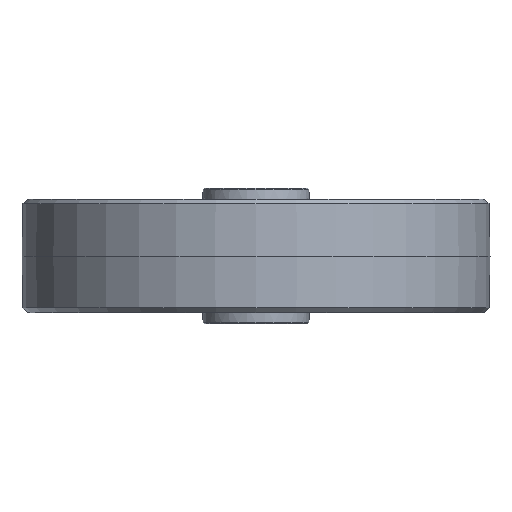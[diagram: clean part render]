
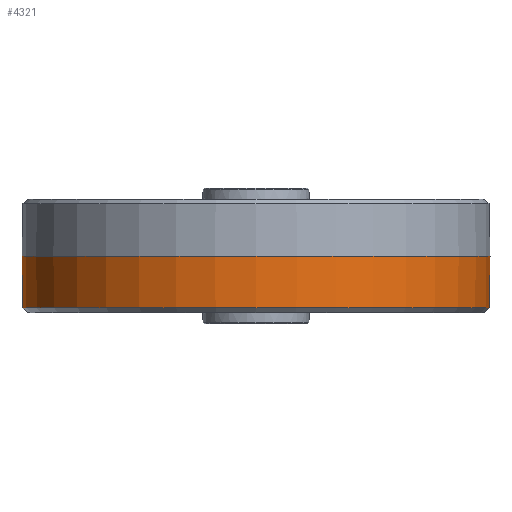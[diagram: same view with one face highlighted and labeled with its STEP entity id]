
A CAD part, front view. The second image highlights one B-rep face of the part: STEP entity #4321.
In plain terms, the highlighted conical face has half-angle 1 degrees and reference radius 99.577 mm.
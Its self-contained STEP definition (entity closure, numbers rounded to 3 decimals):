
#35 = CARTESIAN_POINT ( 'NONE',  ( -99.381, 0., -24.25 ) ) ;
#161 = FACE_OUTER_BOUND ( 'NONE', #2248, .T. ) ;
#527 = CIRCLE ( 'NONE', #1452, 99.612 ) ;
#552 = CARTESIAN_POINT ( 'NONE',  ( 0.196, 0., 0. ) ) ;
#817 = DIRECTION ( 'NONE',  ( 1., 0., 0. ) ) ;
#823 = CARTESIAN_POINT ( 'NONE',  ( -99.804, 0., 0. ) ) ;
#845 = DIRECTION ( 'NONE',  ( -0.017, 0., 1. ) ) ;
#1025 = DIRECTION ( 'NONE',  ( 0., 0., 1. ) ) ;
#1283 = DIRECTION ( 'NONE',  ( 0., 0., 1. ) ) ;
#1291 = VERTEX_POINT ( 'NONE', #2194 ) ;
#1452 = AXIS2_PLACEMENT_3D ( 'NONE', #1481, #2970, #3368 ) ;
#1481 = CARTESIAN_POINT ( 'NONE',  ( 0.196, 0., -22.214 ) ) ;
#1656 = VERTEX_POINT ( 'NONE', #823 ) ;
#1703 = VERTEX_POINT ( 'NONE', #4210 ) ;
#1819 = CONICAL_SURFACE ( 'NONE', #2062, 99.577, 0.017 ) ;
#1836 = VECTOR ( 'NONE', #845, 1000. ) ;
#1877 = DIRECTION ( 'NONE',  ( 0.017, 0., 1. ) ) ;
#2062 = AXIS2_PLACEMENT_3D ( 'NONE', #4252, #1025, #2512 ) ;
#2194 = CARTESIAN_POINT ( 'NONE',  ( -99.416, 0., -22.214 ) ) ;
#2210 = EDGE_CURVE ( 'NONE', #1291, #1703, #527, .T. ) ;
#2248 = EDGE_LOOP ( 'NONE', ( #4761, #4164, #3680, #2434 ) ) ;
#2254 = EDGE_CURVE ( 'NONE', #1291, #1656, #3015, .T. ) ;
#2434 = ORIENTED_EDGE ( 'NONE', *, *, #3271, .F. ) ;
#2512 = DIRECTION ( 'NONE',  ( 1., 0., 0. ) ) ;
#2652 = CARTESIAN_POINT ( 'NONE',  ( 100.196, 0., 0. ) ) ;
#2970 = DIRECTION ( 'NONE',  ( 0., 0., 1. ) ) ;
#3015 = LINE ( 'NONE', #35, #1836 ) ;
#3271 = EDGE_CURVE ( 'NONE', #1656, #4030, #4054, .T. ) ;
#3368 = DIRECTION ( 'NONE',  ( -1., 0., 0. ) ) ;
#3411 = LINE ( 'NONE', #3760, #4266 ) ;
#3438 = AXIS2_PLACEMENT_3D ( 'NONE', #552, #1283, #817 ) ;
#3680 = ORIENTED_EDGE ( 'NONE', *, *, #4422, .T. ) ;
#3760 = CARTESIAN_POINT ( 'NONE',  ( 99.772, 0., -24.25 ) ) ;
#4030 = VERTEX_POINT ( 'NONE', #2652 ) ;
#4054 = CIRCLE ( 'NONE', #3438, 100. ) ;
#4164 = ORIENTED_EDGE ( 'NONE', *, *, #2210, .T. ) ;
#4210 = CARTESIAN_POINT ( 'NONE',  ( 99.808, 0., -22.214 ) ) ;
#4252 = CARTESIAN_POINT ( 'NONE',  ( 0.196, 0., -24.25 ) ) ;
#4266 = VECTOR ( 'NONE', #1877, 1000. ) ;
#4321 = ADVANCED_FACE ( 'NONE', ( #161 ), #1819, .T. ) ;
#4422 = EDGE_CURVE ( 'NONE', #1703, #4030, #3411, .T. ) ;
#4761 = ORIENTED_EDGE ( 'NONE', *, *, #2254, .F. ) ;
